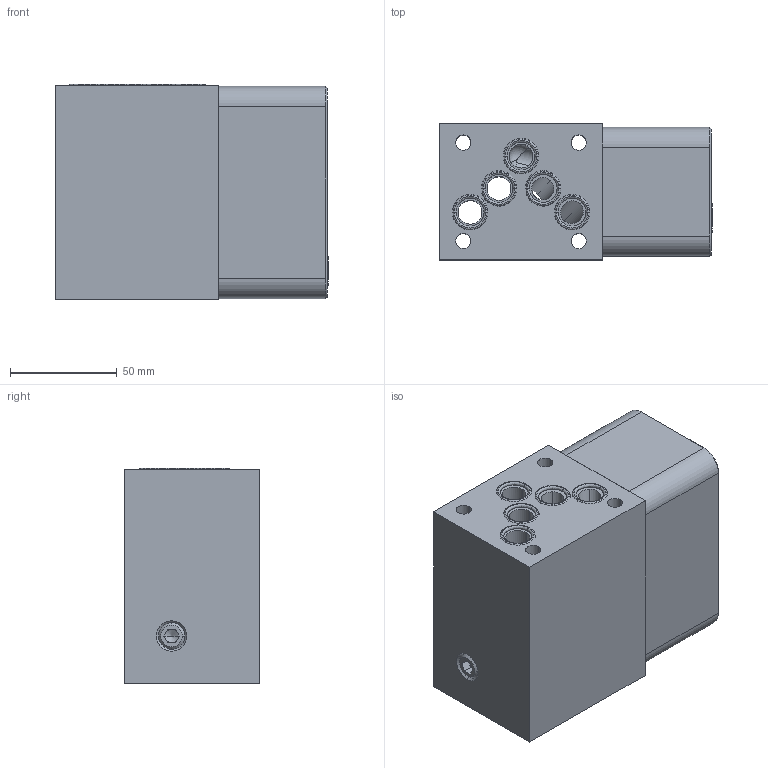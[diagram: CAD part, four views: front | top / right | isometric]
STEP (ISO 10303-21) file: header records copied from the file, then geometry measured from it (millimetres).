
FILE_DESCRIPTION((''),'2;1');
FILE_NAME('WCC_ASM','2019-09-26T',('ProEService'),(''),'PRO/ENGINEER BY PARAMETRIC TECHNOLOGY CORPORATION, 2014200','PRO/ENGINEER BY PARAMETRIC TECHNOLOGY CORPORATION, 2014200','');
FILE_SCHEMA(('CONFIG_CONTROL_DESIGN'));
Length unit declared in the file: inch
Products named in the file (5): 152-847-001; 500-001-014; A330-006-004; 340-003; WCC_ASM
Assembly tree (8 placements, depth 2):
  WCC_ASM
    152-847-001
    500-001-014  x5
    A330-006-004
    340-003
Bounding box: 127.53 x 63.5 x 100.53 mm (x, y, z)
Volume: 641643.4 mm3; surface area: 92047.7 mm2
Topology: 8 solids, 8 shells, 207 faces, 715 edges, 648 vertices
Faces by surface type: cylinder 74, plane 52, cone 47, revolution 20, sphere 8, torus 6
Entity records: 8848 total; most frequent: CARTESIAN_POINT 3049, DIRECTION 1221, ORIENTED_EDGE 946, EDGE_CURVE 473, AXIS2_PLACEMENT_3D 408, VECTOR 401, LINE 401, VERTEX_POINT 299
